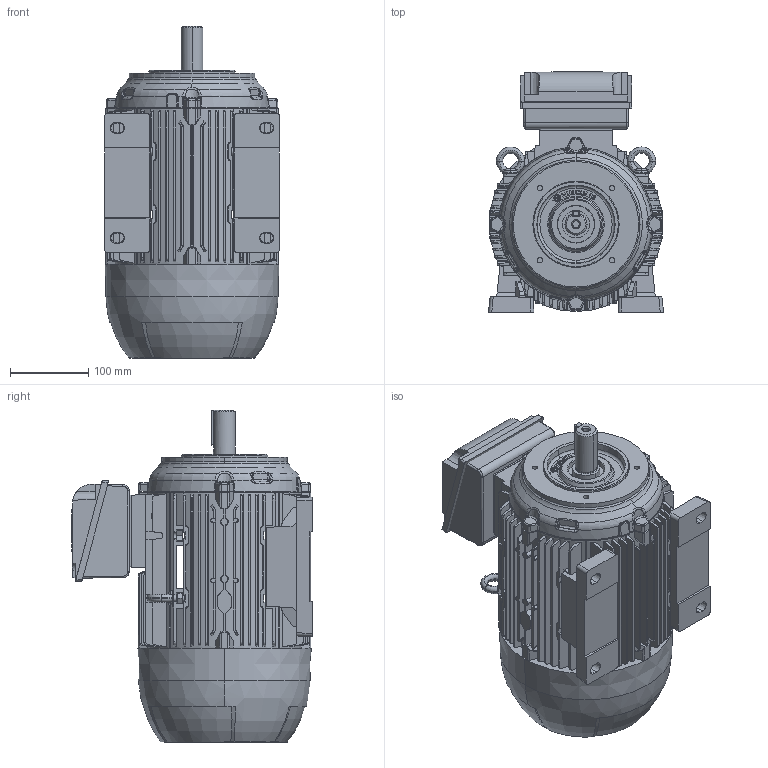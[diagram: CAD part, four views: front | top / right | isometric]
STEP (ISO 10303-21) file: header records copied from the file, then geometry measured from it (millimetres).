
FILE_DESCRIPTION (( 'STEP AP203' ), '1' );
FILE_NAME ('112L_CP_DI_TOP.STEP', '2022-06-29T11:29:33', ( '' ), ( '' ), 'SwSTEP 2.0', 'SolidWorks 2020', '' );
FILE_SCHEMA (( 'CONFIG_CONTROL_DESIGN' ));
Products named in the file (1): 112L_CP_DI_TOP
Bounding box: 222.99 x 306.69 x 423.2 mm (x, y, z)
Surface area: 770092.1 mm2 (no closed solid volume)
Topology: 0 solids, 20 shells, 1767 faces, 5484 edges, 3724 vertices
Faces by surface type: plane 933, cylinder 380, cone 220, bspline 144, torus 81, sphere 9
Entity records: 68667 total; most frequent: CARTESIAN_POINT 24015, ORIENTED_EDGE 9766, DIRECTION 8089, EDGE_CURVE 5480, VERTEX_POINT 3724, LINE 2953, VECTOR 2953, AXIS2_PLACEMENT_3D 2568
